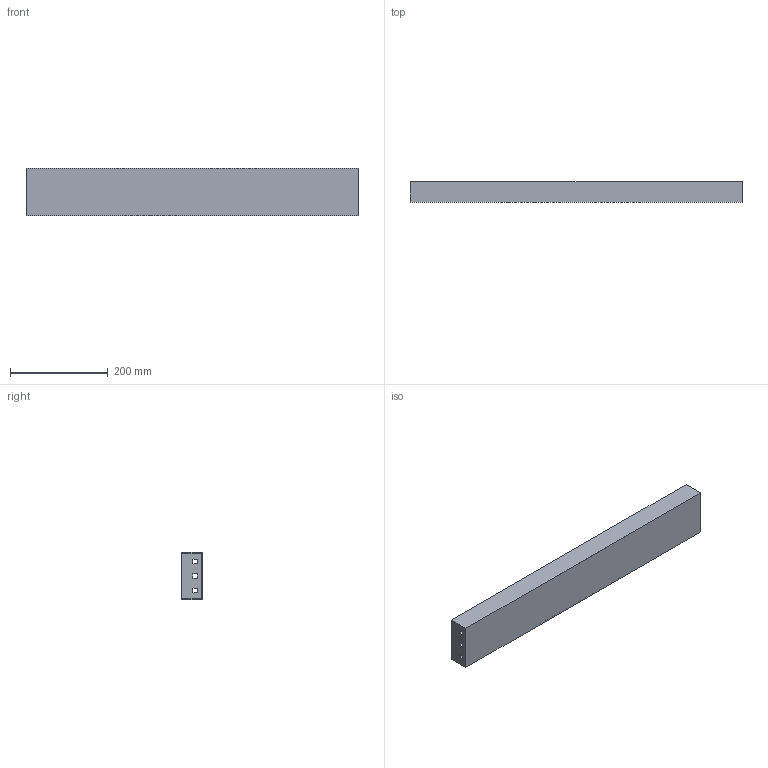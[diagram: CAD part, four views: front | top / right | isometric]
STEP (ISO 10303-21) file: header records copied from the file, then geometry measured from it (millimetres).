
FILE_DESCRIPTION (( 'STEP AP203' ), '1' );
FILE_NAME ('FLK18.step', '2021-06-30T17:18:54', ( 'ADC123' ), ( 'Microsoft' ), 'SwSTEP 2.0', 'SolidWorks 2021', '' );
FILE_SCHEMA (( 'CONFIG_CONTROL_DESIGN' ));
Length unit declared in the file: inch
Products named in the file (1): FLK18
Bounding box: 679 x 42 x 98 mm (x, y, z)
Volume: 255792 mm3; surface area: 259332 mm2
Topology: 1 solids, 1 shells, 35 faces, 96 edges, 64 vertices
Faces by surface type: plane 35
Entity records: 1193 total; most frequent: CARTESIAN_POINT 196, ORIENTED_EDGE 192, DIRECTION 168, VECTOR 96, EDGE_CURVE 96, LINE 96, VERTEX_POINT 64, EDGE_LOOP 48
